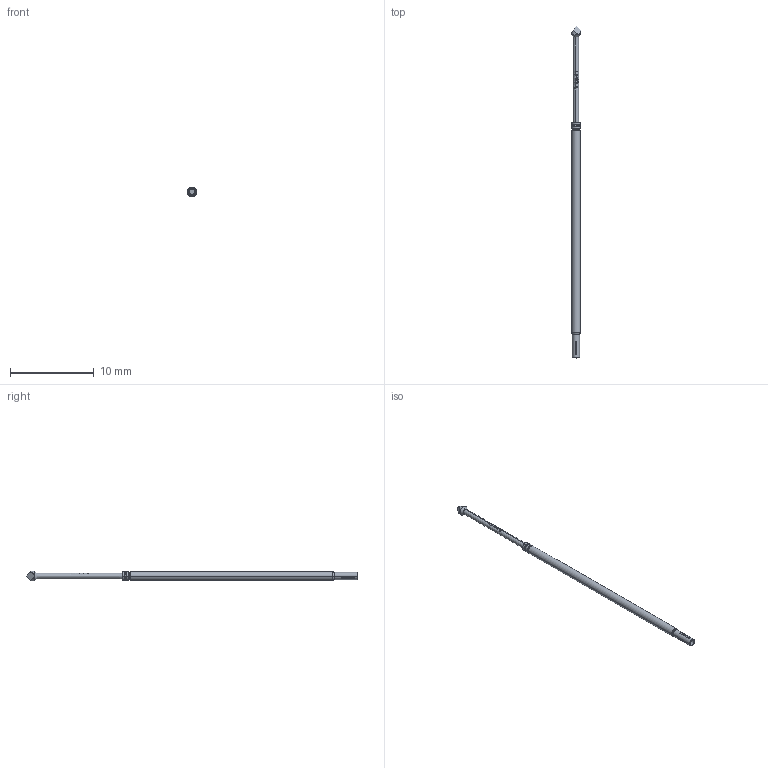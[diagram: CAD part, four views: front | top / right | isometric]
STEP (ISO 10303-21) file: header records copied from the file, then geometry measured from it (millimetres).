
FILE_DESCRIPTION (( 'STEP AP203' ), '1' );
FILE_NAME ('INGUN_S-050_207_115_A_xx00_L.STEP', '2022-01-27T14:54:11', ( 'ochi' ), ( '' ), 'SwSTEP 2.0', 'SolidWorks 2018', '' );
FILE_SCHEMA (( 'CONFIG_CONTROL_DESIGN' ));
Length unit declared in the file: millimetre
Products named in the file (1): INGUN_S-050_207_115_A_xx00_L
Bounding box: 1.15 x 39.62 x 1.15 mm (x, y, z)
Volume: 25 mm3; surface area: 119.9 mm2
Topology: 1 solids, 1 shells, 136 faces, 353 edges, 228 vertices
Faces by surface type: bspline 64, cylinder 25, cone 23, torus 12, plane 12
Entity records: 6080 total; most frequent: CARTESIAN_POINT 3261, ORIENTED_EDGE 706, EDGE_CURVE 353, DIRECTION 348, VERTEX_POINT 228, B_SPLINE_CURVE_WITH_KNOTS 216, EDGE_LOOP 145, AXIS2_PLACEMENT_3D 143
